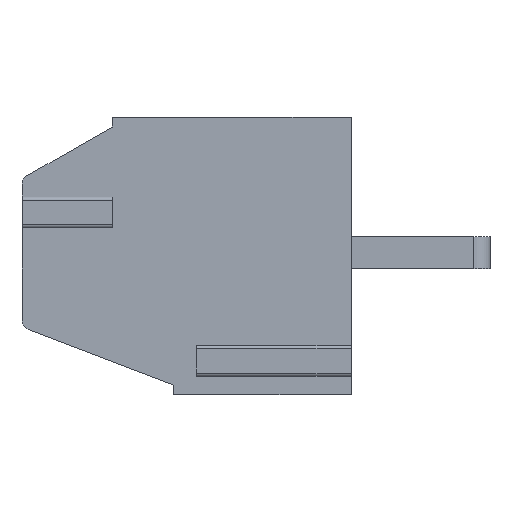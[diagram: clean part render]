
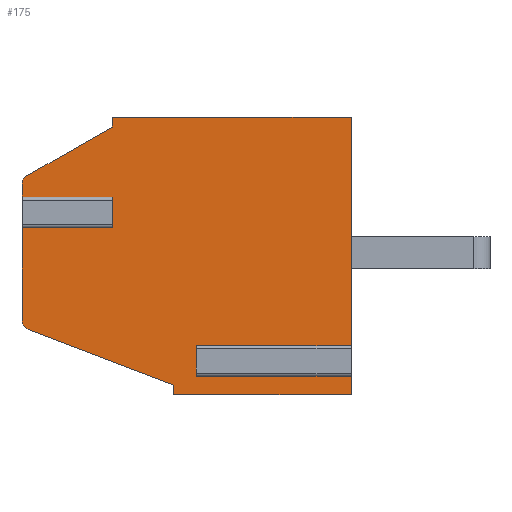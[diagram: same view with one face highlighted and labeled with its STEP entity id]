
A CAD part, left-side view. The second image highlights one B-rep face of the part: STEP entity #175.
In plain terms, the highlighted planar face has unit normal (-1, 0, 0).
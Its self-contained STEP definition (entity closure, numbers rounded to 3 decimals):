
#175 = ADVANCED_FACE( '', ( #442 ), #443, .T. );
#442 = FACE_OUTER_BOUND( '', #802, .T. );
#443 = PLANE( '', #803 );
#802 = EDGE_LOOP( '', ( #1287, #1288, #1289, #1290, #1291, #1292, #1293, #1294, #1295, #1296, #1297, #1298, #1299, #1300, #1301, #1302, #1303, #1304 ) );
#803 = AXIS2_PLACEMENT_3D( '', #1305, #1306, #1307 );
#1287 = ORIENTED_EDGE( '', *, *, #2286, .T. );
#1288 = ORIENTED_EDGE( '', *, *, #2287, .T. );
#1289 = ORIENTED_EDGE( '', *, *, #2246, .T. );
#1290 = ORIENTED_EDGE( '', *, *, #2288, .T. );
#1291 = ORIENTED_EDGE( '', *, *, #2289, .T. );
#1292 = ORIENTED_EDGE( '', *, *, #2290, .T. );
#1293 = ORIENTED_EDGE( '', *, *, #2291, .T. );
#1294 = ORIENTED_EDGE( '', *, *, #2292, .T. );
#1295 = ORIENTED_EDGE( '', *, *, #2293, .F. );
#1296 = ORIENTED_EDGE( '', *, *, #2294, .T. );
#1297 = ORIENTED_EDGE( '', *, *, #2295, .T. );
#1298 = ORIENTED_EDGE( '', *, *, #2265, .T. );
#1299 = ORIENTED_EDGE( '', *, *, #2296, .T. );
#1300 = ORIENTED_EDGE( '', *, *, #2297, .T. );
#1301 = ORIENTED_EDGE( '', *, *, #2298, .T. );
#1302 = ORIENTED_EDGE( '', *, *, #2299, .T. );
#1303 = ORIENTED_EDGE( '', *, *, #2300, .T. );
#1304 = ORIENTED_EDGE( '', *, *, #2301, .F. );
#1305 = CARTESIAN_POINT( '', ( -55., 9.9, 97.922 ) );
#1306 = DIRECTION( '', ( -1., 0., 0. ) );
#1307 = DIRECTION( '', ( 0., 0., -1. ) );
#2246 = EDGE_CURVE( '', #2731, #2735, #2737, .T. );
#2265 = EDGE_CURVE( '', #2771, #2769, #2772, .T. );
#2286 = EDGE_CURVE( '', #2806, #2807, #2808, .T. );
#2287 = EDGE_CURVE( '', #2807, #2731, #2809, .T. );
#2288 = EDGE_CURVE( '', #2735, #2810, #2811, .T. );
#2289 = EDGE_CURVE( '', #2810, #2812, #2813, .T. );
#2290 = EDGE_CURVE( '', #2812, #2814, #2815, .T. );
#2291 = EDGE_CURVE( '', #2814, #2816, #2817, .T. );
#2292 = EDGE_CURVE( '', #2816, #2818, #2819, .T. );
#2293 = EDGE_CURVE( '', #2820, #2818, #2821, .T. );
#2294 = EDGE_CURVE( '', #2820, #2822, #2823, .F. );
#2295 = EDGE_CURVE( '', #2822, #2771, #2824, .T. );
#2296 = EDGE_CURVE( '', #2769, #2825, #2826, .T. );
#2297 = EDGE_CURVE( '', #2825, #2827, #2828, .T. );
#2298 = EDGE_CURVE( '', #2827, #2829, #2830, .T. );
#2299 = EDGE_CURVE( '', #2829, #2831, #2832, .T. );
#2300 = EDGE_CURVE( '', #2831, #2833, #2834, .F. );
#2301 = EDGE_CURVE( '', #2806, #2833, #2835, .T. );
#2731 = VERTEX_POINT( '', #3415 );
#2735 = VERTEX_POINT( '', #3420 );
#2737 = CIRCLE( '', #3423, 0.3 );
#2769 = VERTEX_POINT( '', #3467 );
#2771 = VERTEX_POINT( '', #3470 );
#2772 = LINE( '', #3471, #3472 );
#2806 = VERTEX_POINT( '', #3523 );
#2807 = VERTEX_POINT( '', #3524 );
#2808 = LINE( '', #3525, #3526 );
#2809 = LINE( '', #3527, #3528 );
#2810 = VERTEX_POINT( '', #3529 );
#2811 = LINE( '', #3530, #3531 );
#2812 = VERTEX_POINT( '', #3532 );
#2813 = LINE( '', #3533, #3534 );
#2814 = VERTEX_POINT( '', #3535 );
#2815 = LINE( '', #3536, #3537 );
#2816 = VERTEX_POINT( '', #3538 );
#2817 = LINE( '', #3539, #3540 );
#2818 = VERTEX_POINT( '', #3541 );
#2819 = LINE( '', #3542, #3543 );
#2820 = VERTEX_POINT( '', #3544 );
#2821 = LINE( '', #3545, #3546 );
#2822 = VERTEX_POINT( '', #3547 );
#2823 = LINE( '', #3548, #3549 );
#2824 = LINE( '', #3550, #3551 );
#2825 = VERTEX_POINT( '', #3552 );
#2826 = LINE( '', #3553, #3554 );
#2827 = VERTEX_POINT( '', #3555 );
#2828 = LINE( '', #3556, #3557 );
#2829 = VERTEX_POINT( '', #3558 );
#2830 = CIRCLE( '', #3559, 0.3 );
#2831 = VERTEX_POINT( '', #3560 );
#2832 = LINE( '', #3561, #3562 );
#2833 = VERTEX_POINT( '', #3563 );
#2834 = LINE( '', #3564, #3565 );
#2835 = LINE( '', #3566, #3567 );
#3415 = CARTESIAN_POINT( '', ( -55., 10.2, 93.702 ) );
#3420 = CARTESIAN_POINT( '', ( -55., 10.007, 93.422 ) );
#3423 = AXIS2_PLACEMENT_3D( '', #4185, #4186, #4187 );
#3467 = CARTESIAN_POINT( '', ( -55., 7.4, 100. ) );
#3470 = CARTESIAN_POINT( '', ( -55., 0., 100. ) );
#3471 = CARTESIAN_POINT( '', ( -55., 7.4, 100. ) );
#3472 = VECTOR( '', #4207, 1000. );
#3523 = CARTESIAN_POINT( '', ( -55., 7.4, 96.673 ) );
#3524 = CARTESIAN_POINT( '', ( -55., 10.2, 96.673 ) );
#3525 = CARTESIAN_POINT( '', ( -55., 10.2, 96.673 ) );
#3526 = VECTOR( '', #4225, 1000. );
#3527 = CARTESIAN_POINT( '', ( -55., 10.2, 93.702 ) );
#3528 = VECTOR( '', #4226, 1000. );
#3529 = CARTESIAN_POINT( '', ( -55., 5.5, 91.7 ) );
#3530 = CARTESIAN_POINT( '', ( -55., 5.5, 91.7 ) );
#3531 = VECTOR( '', #4227, 1000. );
#3532 = CARTESIAN_POINT( '', ( -55., 5.5, 91.4 ) );
#3533 = CARTESIAN_POINT( '', ( -55., 5.5, 91.4 ) );
#3534 = VECTOR( '', #4228, 1000. );
#3535 = CARTESIAN_POINT( '', ( -55., 0., 91.4 ) );
#3536 = CARTESIAN_POINT( '', ( -55., 0., 91.4 ) );
#3537 = VECTOR( '', #4229, 1000. );
#3538 = CARTESIAN_POINT( '', ( -55., 0., 92.073 ) );
#3539 = CARTESIAN_POINT( '', ( -55., 0., 100. ) );
#3540 = VECTOR( '', #4230, 1000. );
#3541 = CARTESIAN_POINT( '', ( -55., 4.8, 92.073 ) );
#3542 = CARTESIAN_POINT( '', ( -55., 4.8, 92.073 ) );
#3543 = VECTOR( '', #4231, 1000. );
#3544 = CARTESIAN_POINT( '', ( -55., 4.8, 92.827 ) );
#3545 = CARTESIAN_POINT( '', ( -55., 4.8, 92.246 ) );
#3546 = VECTOR( '', #4232, 1000. );
#3547 = CARTESIAN_POINT( '', ( -55., 0., 92.827 ) );
#3548 = CARTESIAN_POINT( '', ( -55., 0., 92.827 ) );
#3549 = VECTOR( '', #4233, 1000. );
#3550 = CARTESIAN_POINT( '', ( -55., 0., 100. ) );
#3551 = VECTOR( '', #4234, 1000. );
#3552 = CARTESIAN_POINT( '', ( -55., 7.4, 99.696 ) );
#3553 = CARTESIAN_POINT( '', ( -55., 7.4, 99.696 ) );
#3554 = VECTOR( '', #4235, 1000. );
#3555 = CARTESIAN_POINT( '', ( -55., 10.049, 98.182 ) );
#3556 = CARTESIAN_POINT( '', ( -55., 10.049, 98.182 ) );
#3557 = VECTOR( '', #4236, 1000. );
#3558 = CARTESIAN_POINT( '', ( -55., 10.2, 97.922 ) );
#3559 = AXIS2_PLACEMENT_3D( '', #4237, #4238, #4239 );
#3560 = CARTESIAN_POINT( '', ( -55., 10.2, 97.427 ) );
#3561 = CARTESIAN_POINT( '', ( -55., 10.2, 93.702 ) );
#3562 = VECTOR( '', #4240, 1000. );
#3563 = CARTESIAN_POINT( '', ( -55., 7.4, 97.427 ) );
#3564 = CARTESIAN_POINT( '', ( -55., 5.4, 97.427 ) );
#3565 = VECTOR( '', #4241, 1000. );
#3566 = CARTESIAN_POINT( '', ( -55., 7.4, 102.472 ) );
#3567 = VECTOR( '', #4242, 1000. );
#4185 = CARTESIAN_POINT( '', ( -55., 9.9, 93.702 ) );
#4186 = DIRECTION( '', ( -1., 0., 0. ) );
#4187 = DIRECTION( '', ( 0., 0., 1. ) );
#4207 = DIRECTION( '', ( 0., 1., 0. ) );
#4225 = DIRECTION( '', ( 0., 1., 0. ) );
#4226 = DIRECTION( '', ( 0., 0., -1. ) );
#4227 = DIRECTION( '', ( 0., -0.934, -0.357 ) );
#4228 = DIRECTION( '', ( 0., 0., -1. ) );
#4229 = DIRECTION( '', ( 0., -1., 0. ) );
#4230 = DIRECTION( '', ( 0., 0., 1. ) );
#4231 = DIRECTION( '', ( 0., 1., 0. ) );
#4232 = DIRECTION( '', ( 0., 0., -1. ) );
#4233 = DIRECTION( '', ( 0., 1., 0. ) );
#4234 = DIRECTION( '', ( 0., 0., 1. ) );
#4235 = DIRECTION( '', ( 0., 0., -1. ) );
#4236 = DIRECTION( '', ( 0., 0.868, -0.496 ) );
#4237 = CARTESIAN_POINT( '', ( -55., 9.9, 97.922 ) );
#4238 = DIRECTION( '', ( -1., 0., 0. ) );
#4239 = DIRECTION( '', ( 0., 0., 1. ) );
#4240 = DIRECTION( '', ( 0., 0., -1. ) );
#4241 = DIRECTION( '', ( 0., 1., 0. ) );
#4242 = DIRECTION( '', ( 0., 0., 1. ) );
